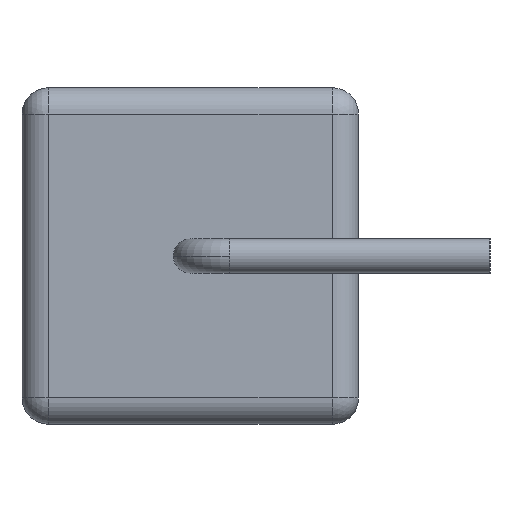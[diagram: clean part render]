
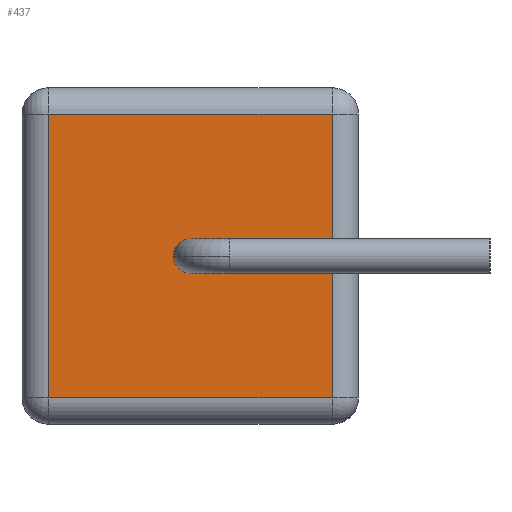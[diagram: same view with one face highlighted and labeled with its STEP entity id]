
A CAD part, left-side view. The second image highlights one B-rep face of the part: STEP entity #437.
In plain terms, the highlighted planar face has unit normal (-1, 0, 0).
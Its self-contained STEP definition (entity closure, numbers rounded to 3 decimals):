
#18 = ORIENTED_EDGE ( 'NONE', *, *, #484, .T. ) ;
#41 = LINE ( 'NONE', #83, #522 ) ;
#45 = DIRECTION ( 'NONE',  ( 1., 0., 0. ) ) ;
#83 = CARTESIAN_POINT ( 'NONE',  ( -10., 6.9, 2.7 ) ) ;
#90 = LINE ( 'NONE', #243, #130 ) ;
#106 = VERTEX_POINT ( 'NONE', #134 ) ;
#110 = DIRECTION ( 'NONE',  ( 0., 0., -1. ) ) ;
#120 = DIRECTION ( 'NONE',  ( 0., 0., -1. ) ) ;
#130 = VECTOR ( 'NONE', #154, 1000. ) ;
#134 = CARTESIAN_POINT ( 'NONE',  ( -10., 3.7, -0.325 ) ) ;
#154 = DIRECTION ( 'NONE',  ( 0., -1., 0. ) ) ;
#211 = DIRECTION ( 'NONE',  ( 1., 0., 0. ) ) ;
#219 = ORIENTED_EDGE ( 'NONE', *, *, #891, .T. ) ;
#243 = CARTESIAN_POINT ( 'NONE',  ( -10., 6.9, -2.7 ) ) ;
#270 = DIRECTION ( 'NONE',  ( 1., 0., 0. ) ) ;
#288 = VECTOR ( 'NONE', #110, 1000. ) ;
#296 = CARTESIAN_POINT ( 'NONE',  ( -10., 6.4, 3.2 ) ) ;
#301 = EDGE_CURVE ( 'NONE', #1104, #950, #971, .T. ) ;
#311 = FACE_BOUND ( 'NONE', #464, .T. ) ;
#398 = VERTEX_POINT ( 'NONE', #922 ) ;
#411 = AXIS2_PLACEMENT_3D ( 'NONE', #603, #270, #881 ) ;
#412 = ORIENTED_EDGE ( 'NONE', *, *, #801, .T. ) ;
#437 = ADVANCED_FACE ( 'NONE', ( #311, #472 ), #759, .F. ) ;
#458 = VERTEX_POINT ( 'NONE', #1103 ) ;
#464 = EDGE_LOOP ( 'NONE', ( #219, #993 ) ) ;
#472 = FACE_OUTER_BOUND ( 'NONE', #564, .T. ) ;
#484 = EDGE_CURVE ( 'NONE', #950, #1101, #90, .T. ) ;
#493 = CARTESIAN_POINT ( 'NONE',  ( -10., 6.4, 2.7 ) ) ;
#502 = DIRECTION ( 'NONE',  ( 0., 0., -1. ) ) ;
#522 = VECTOR ( 'NONE', #975, 1000. ) ;
#549 = DIRECTION ( 'NONE',  ( 0., 0., 1. ) ) ;
#557 = EDGE_CURVE ( 'NONE', #458, #106, #566, .T. ) ;
#564 = EDGE_LOOP ( 'NONE', ( #18, #1023, #412, #800 ) ) ;
#566 = CIRCLE ( 'NONE', #411, 0.325 ) ;
#577 = CARTESIAN_POINT ( 'NONE',  ( -10., 1., -2.7 ) ) ;
#585 = AXIS2_PLACEMENT_3D ( 'NONE', #636, #211, #120 ) ;
#603 = CARTESIAN_POINT ( 'NONE',  ( -10., 3.7, 0. ) ) ;
#636 = CARTESIAN_POINT ( 'NONE',  ( -10., 3.7, 0. ) ) ;
#639 = CARTESIAN_POINT ( 'NONE',  ( -10., 1., 3.2 ) ) ;
#759 = PLANE ( 'NONE',  #1109 ) ;
#800 = ORIENTED_EDGE ( 'NONE', *, *, #301, .T. ) ;
#801 = EDGE_CURVE ( 'NONE', #398, #1104, #41, .T. ) ;
#812 = VECTOR ( 'NONE', #549, 1000. ) ;
#827 = LINE ( 'NONE', #639, #812 ) ;
#881 = DIRECTION ( 'NONE',  ( 0., 0., -1. ) ) ;
#891 = EDGE_CURVE ( 'NONE', #106, #458, #1076, .T. ) ;
#922 = CARTESIAN_POINT ( 'NONE',  ( -10., 1., 2.7 ) ) ;
#950 = VERTEX_POINT ( 'NONE', #956 ) ;
#956 = CARTESIAN_POINT ( 'NONE',  ( -10., 6.4, -2.7 ) ) ;
#971 = LINE ( 'NONE', #296, #288 ) ;
#975 = DIRECTION ( 'NONE',  ( 0., 1., 0. ) ) ;
#988 = EDGE_CURVE ( 'NONE', #1101, #398, #827, .T. ) ;
#993 = ORIENTED_EDGE ( 'NONE', *, *, #557, .T. ) ;
#1023 = ORIENTED_EDGE ( 'NONE', *, *, #988, .T. ) ;
#1035 = CARTESIAN_POINT ( 'NONE',  ( -10., 6.9, 3.2 ) ) ;
#1076 = CIRCLE ( 'NONE', #585, 0.325 ) ;
#1101 = VERTEX_POINT ( 'NONE', #577 ) ;
#1103 = CARTESIAN_POINT ( 'NONE',  ( -10., 3.7, 0.325 ) ) ;
#1104 = VERTEX_POINT ( 'NONE', #493 ) ;
#1109 = AXIS2_PLACEMENT_3D ( 'NONE', #1035, #45, #502 ) ;
